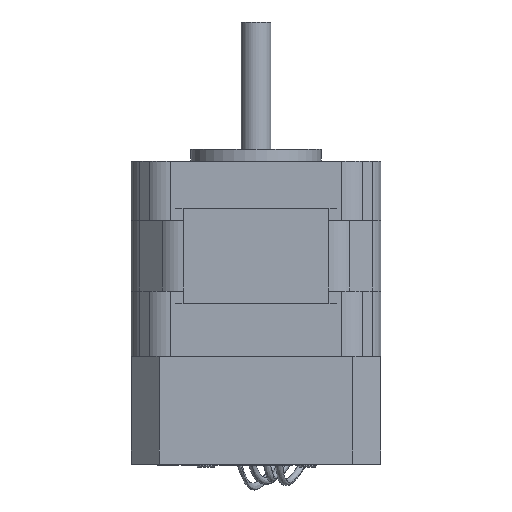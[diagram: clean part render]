
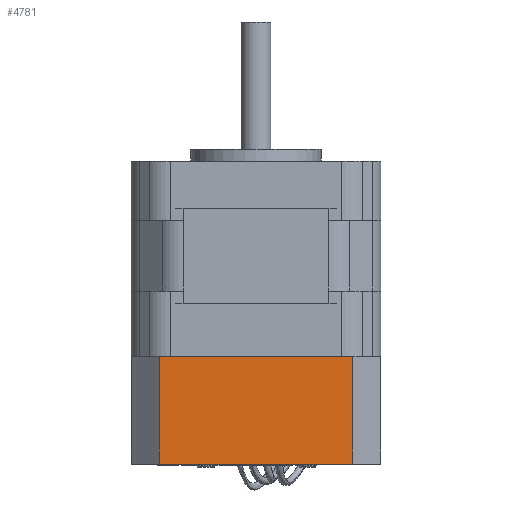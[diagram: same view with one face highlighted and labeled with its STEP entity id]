
A CAD part, front view. The second image highlights one B-rep face of the part: STEP entity #4781.
In plain terms, the highlighted planar face has unit normal (0, -1, 0).
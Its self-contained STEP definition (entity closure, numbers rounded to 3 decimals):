
#33 = CARTESIAN_POINT ( 'NONE',  ( 16.377, -21.1, -51.2 ) ) ;
#505 = LINE ( 'NONE', #5566, #6057 ) ;
#1083 = CARTESIAN_POINT ( 'NONE',  ( -16.377, -21.1, -51.2 ) ) ;
#1285 = LINE ( 'NONE', #4018, #8807 ) ;
#2052 = ORIENTED_EDGE ( 'NONE', *, *, #10037, .F. ) ;
#2231 = LINE ( 'NONE', #8659, #2717 ) ;
#2299 = DIRECTION ( 'NONE',  ( -1., 0., 0. ) ) ;
#2518 = DIRECTION ( 'NONE',  ( -1., 0., 0. ) ) ;
#2717 = VECTOR ( 'NONE', #7271, 1000. ) ;
#2764 = CARTESIAN_POINT ( 'NONE',  ( 16.377, -21.1, -33. ) ) ;
#4015 = VERTEX_POINT ( 'NONE', #4993 ) ;
#4018 = CARTESIAN_POINT ( 'NONE',  ( -16.377, -21.1, -51.2 ) ) ;
#4403 = VERTEX_POINT ( 'NONE', #14788 ) ;
#4647 = ORIENTED_EDGE ( 'NONE', *, *, #8862, .F. ) ;
#4781 = ADVANCED_FACE ( 'NONE', ( #9656 ), #5941, .F. ) ;
#4993 = CARTESIAN_POINT ( 'NONE',  ( -16.377, -21.1, -33. ) ) ;
#5181 = DIRECTION ( 'NONE',  ( 0., 0., 1. ) ) ;
#5566 = CARTESIAN_POINT ( 'NONE',  ( 16.377, -21.1, -33. ) ) ;
#5941 = PLANE ( 'NONE',  #7823 ) ;
#6057 = VECTOR ( 'NONE', #10600, 1000. ) ;
#6626 = VERTEX_POINT ( 'NONE', #2764 ) ;
#7091 = CARTESIAN_POINT ( 'NONE',  ( 16.377, -21.1, -51.2 ) ) ;
#7271 = DIRECTION ( 'NONE',  ( 0., 0., 1. ) ) ;
#7823 = AXIS2_PLACEMENT_3D ( 'NONE', #7091, #13532, #2299 ) ;
#8315 = EDGE_CURVE ( 'NONE', #4403, #6626, #2231, .T. ) ;
#8659 = CARTESIAN_POINT ( 'NONE',  ( 16.377, -21.1, -51.2 ) ) ;
#8807 = VECTOR ( 'NONE', #5181, 1000. ) ;
#8862 = EDGE_CURVE ( 'NONE', #15509, #4015, #1285, .T. ) ;
#9656 = FACE_OUTER_BOUND ( 'NONE', #13472, .T. ) ;
#10037 = EDGE_CURVE ( 'NONE', #4403, #15509, #15078, .T. ) ;
#10600 = DIRECTION ( 'NONE',  ( -1., 0., 0. ) ) ;
#11204 = VECTOR ( 'NONE', #2518, 1000. ) ;
#11856 = ORIENTED_EDGE ( 'NONE', *, *, #8315, .T. ) ;
#12842 = EDGE_CURVE ( 'NONE', #6626, #4015, #505, .T. ) ;
#12953 = ORIENTED_EDGE ( 'NONE', *, *, #12842, .T. ) ;
#13472 = EDGE_LOOP ( 'NONE', ( #12953, #4647, #2052, #11856 ) ) ;
#13532 = DIRECTION ( 'NONE',  ( 0., 1., 0. ) ) ;
#14788 = CARTESIAN_POINT ( 'NONE',  ( 16.377, -21.1, -51.2 ) ) ;
#15078 = LINE ( 'NONE', #33, #11204 ) ;
#15509 = VERTEX_POINT ( 'NONE', #1083 ) ;
